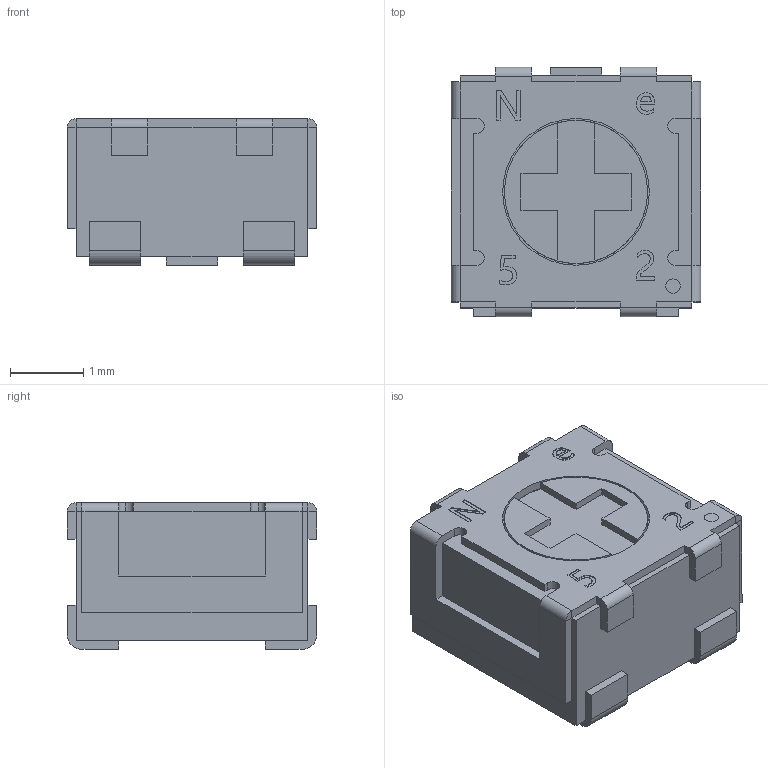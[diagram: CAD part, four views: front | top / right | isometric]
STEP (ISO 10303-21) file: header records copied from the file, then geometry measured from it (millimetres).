
FILE_DESCRIPTION (( 'STEP AP214' ), '1' );
FILE_NAME ('RES-ADJ-SMD_3P-L3.4-W3.4-BR_ST-32EA.step', '2022-07-28T08:36:18', ( '' ), ( '' ), 'SwSTEP 2.0', 'SolidWorks 2020', '' );
FILE_SCHEMA (( 'AUTOMOTIVE_DESIGN' ));
Length unit declared in the file: millimetre
Products named in the file (1): RES-ADJ-SMD_3P-L3.4-W3.4-BR_ST-32EA
Bounding box: 3.4 x 3.4 x 2 mm (x, y, z)
Volume: 19.5 mm3; surface area: 51 mm2
Topology: 1 solids, 1 shells, 469 faces, 1283 edges, 850 vertices
Faces by surface type: plane 307, bspline 139, cylinder 23
Entity records: 22454 total; most frequent: CARTESIAN_POINT 6286, ORIENTED_EDGE 2566, DIRECTION 1713, EDGE_CURVE 1283, LINE 951, VECTOR 951, VERTEX_POINT 850, EDGE_LOOP 503
